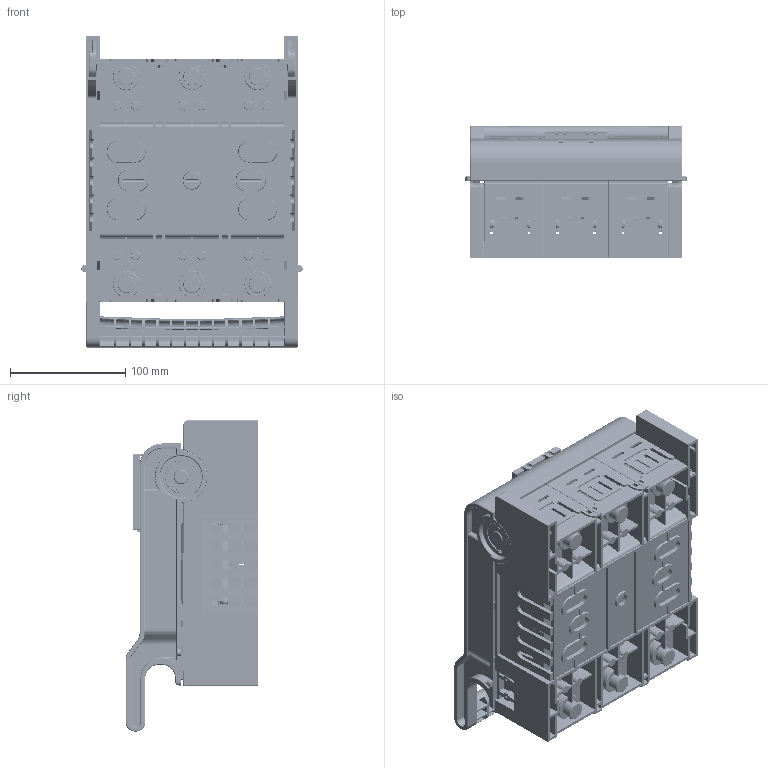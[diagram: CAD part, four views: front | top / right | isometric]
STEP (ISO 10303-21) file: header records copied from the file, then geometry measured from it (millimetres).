
FILE_DESCRIPTION((''),'2;1');
FILE_NAME('HR17-250_ASM','2025-08-25T10:37:54',('Administrator'),(''),'CREO PARAMETRIC BY PTC INC, 2021023','CREO PARAMETRIC BY PTC INC, 2021023','');
FILE_SCHEMA(('CONFIG_CONTROL_DESIGN'));
Products named in the file (12): HR17-250DIZUO; 250GAI; KABAN; RT16-1; TOUMINGAI; ZHAO250; MIEHUZHAO; MIEFUSHAN; CHUTOU002; KAHUANG; M12; HR17-250_ASM
Assembly tree (39 placements, depth 2):
  HR17-250_ASM
    HR17-250DIZUO
    250GAI
    KABAN  x6
    RT16-1  x3
    TOUMINGAI
    ZHAO250  x2
    MIEHUZHAO  x3
    MIEFUSHAN  x15
    CHUTOU002  x3
    KAHUANG  x3
    M12
Bounding box: 192 x 115 x 270 mm (x, y, z)
Volume: 1343137.3 mm3; surface area: 850684.2 mm2
Topology: 39 solids, 39 shells, 7977 faces, 22095 edges, 14117 vertices
Faces by surface type: plane 4894, cylinder 2105, torus 364, bspline 281, sphere 191, extrusion 114, cone 28
Entity records: 181361 total; most frequent: CARTESIAN_POINT 45831, ORIENTED_EDGE 29446, DIRECTION 26576, EDGE_CURVE 14723, VECTOR 10680, LINE 10576, VERTEX_POINT 9408, AXIS2_PLACEMENT_3D 7948
